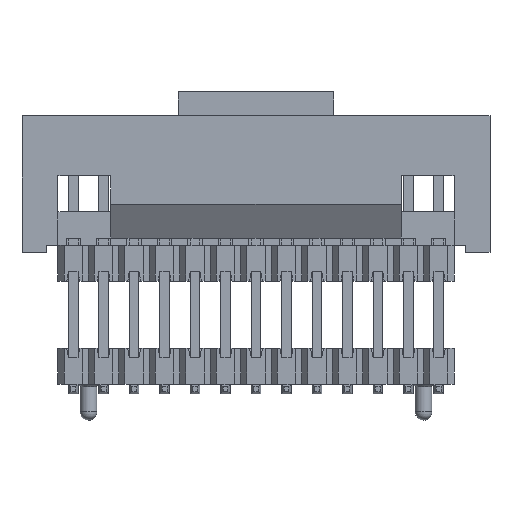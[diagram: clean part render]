
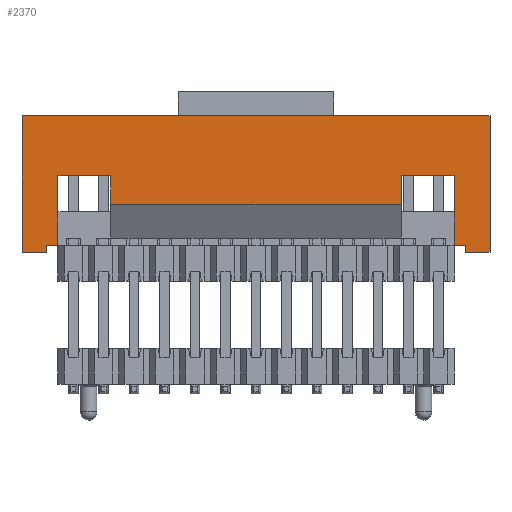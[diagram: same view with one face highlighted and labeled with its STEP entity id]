
A CAD part, front view. The second image highlights one B-rep face of the part: STEP entity #2370.
In plain terms, the highlighted planar face has unit normal (0, -1, 0).
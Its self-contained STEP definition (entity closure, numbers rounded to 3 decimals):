
#1100=CARTESIAN_POINT('',(-9.755,-2.825,-2.85));
#1101=VERTEX_POINT('',#1100);
#1108=CARTESIAN_POINT('',(-9.755,-2.825,2.85));
#1109=VERTEX_POINT('',#1108);
#1110=CARTESIAN_POINT('',(-9.755,-2.825,-2.85));
#1111=DIRECTION('',(0.,0.,1.));
#1112=VECTOR('',#1111,5.7);
#1113=LINE('',#1110,#1112);
#1114=EDGE_CURVE('',#1101,#1109,#1113,.T.);
#1177=CARTESIAN_POINT('',(9.755,-2.825,-2.85));
#1178=VERTEX_POINT('',#1177);
#1234=CARTESIAN_POINT('',(9.755,-2.825,2.85));
#1235=VERTEX_POINT('',#1234);
#1242=CARTESIAN_POINT('',(9.755,-2.825,2.85));
#1243=DIRECTION('',(0.,0.,-1.));
#1244=VECTOR('',#1243,5.7);
#1245=LINE('',#1242,#1244);
#1246=EDGE_CURVE('',#1235,#1178,#1245,.T.);
#1507=CARTESIAN_POINT('',(-9.755,-2.825,2.85));
#1508=DIRECTION('',(1.,0.,0.));
#1509=VECTOR('',#1508,19.51);
#1510=LINE('',#1507,#1509);
#1511=EDGE_CURVE('',#1109,#1235,#1510,.T.);
#1790=CARTESIAN_POINT('',(-8.75,-2.825,-2.85));
#1791=VERTEX_POINT('',#1790);
#1798=CARTESIAN_POINT('',(-8.75,-2.825,-2.85));
#1799=DIRECTION('',(-1.,0.,0.));
#1800=VECTOR('',#1799,1.005);
#1801=LINE('',#1798,#1800);
#1802=EDGE_CURVE('',#1791,#1101,#1801,.T.);
#1814=CARTESIAN_POINT('',(8.75,-2.825,-2.85));
#1815=VERTEX_POINT('',#1814);
#1816=CARTESIAN_POINT('',(9.755,-2.825,-2.85));
#1817=DIRECTION('',(-1.,0.,0.));
#1818=VECTOR('',#1817,1.005);
#1819=LINE('',#1816,#1818);
#1820=EDGE_CURVE('',#1178,#1815,#1819,.T.);
#1845=CARTESIAN_POINT('',(8.75,-2.825,-2.55));
#1846=VERTEX_POINT('',#1845);
#1847=CARTESIAN_POINT('',(8.75,-2.825,-2.85));
#1848=DIRECTION('',(0.,0.,1.));
#1849=VECTOR('',#1848,0.3);
#1850=LINE('',#1847,#1849);
#1851=EDGE_CURVE('',#1815,#1846,#1850,.T.);
#1884=CARTESIAN_POINT('',(-8.75,-2.825,-2.55));
#1885=VERTEX_POINT('',#1884);
#1892=CARTESIAN_POINT('',(-8.75,-2.825,-2.55));
#1893=DIRECTION('',(0.,0.,-1.));
#1894=VECTOR('',#1893,0.3);
#1895=LINE('',#1892,#1894);
#1896=EDGE_CURVE('',#1885,#1791,#1895,.T.);
#2052=CARTESIAN_POINT('',(8.255,-2.825,-2.55));
#2053=VERTEX_POINT('',#2052);
#2060=CARTESIAN_POINT('',(8.255,-2.825,0.35));
#2061=VERTEX_POINT('',#2060);
#2062=CARTESIAN_POINT('',(8.255,-2.825,-2.55));
#2063=DIRECTION('',(0.,0.,1.));
#2064=VECTOR('',#2063,2.9);
#2065=LINE('',#2062,#2064);
#2066=EDGE_CURVE('',#2053,#2061,#2065,.T.);
#2089=CARTESIAN_POINT('',(6.055,-2.825,0.35));
#2090=VERTEX_POINT('',#2089);
#2091=CARTESIAN_POINT('',(8.255,-2.825,0.35));
#2092=DIRECTION('',(-1.,0.,0.));
#2093=VECTOR('',#2092,2.2);
#2094=LINE('',#2091,#2093);
#2095=EDGE_CURVE('',#2061,#2090,#2094,.T.);
#2113=CARTESIAN_POINT('',(-8.255,-2.825,0.35));
#2114=VERTEX_POINT('',#2113);
#2122=CARTESIAN_POINT('',(-6.055,-2.825,0.35));
#2123=VERTEX_POINT('',#2122);
#2130=CARTESIAN_POINT('',(-6.055,-2.825,0.35));
#2131=DIRECTION('',(-1.,0.,0.));
#2132=VECTOR('',#2131,2.2);
#2133=LINE('',#2130,#2132);
#2134=EDGE_CURVE('',#2123,#2114,#2133,.T.);
#2144=CARTESIAN_POINT('',(-8.255,-2.825,-2.55));
#2145=VERTEX_POINT('',#2144);
#2162=CARTESIAN_POINT('',(-8.255,-2.825,0.35));
#2163=DIRECTION('',(0.,0.,-1.));
#2164=VECTOR('',#2163,2.9);
#2165=LINE('',#2162,#2164);
#2166=EDGE_CURVE('',#2114,#2145,#2165,.T.);
#2318=CARTESIAN_POINT('',(0.,-2.825,0.));
#2319=DIRECTION('',(1.,0.,0.));
#2320=DIRECTION('',(0.,-1.,0.));
#2321=AXIS2_PLACEMENT_3D('',#2318,#2320,#2319);
#2322=PLANE('',#2321);
#2323=ORIENTED_EDGE('',*,*,#1802,.F.);
#2324=ORIENTED_EDGE('',*,*,#1896,.F.);
#2325=CARTESIAN_POINT('',(-8.75,-2.825,-2.55));
#2326=DIRECTION('',(1.,0.,0.));
#2327=VECTOR('',#2326,0.495);
#2328=LINE('',#2325,#2327);
#2329=EDGE_CURVE('',#1885,#2145,#2328,.T.);
#2330=ORIENTED_EDGE('',*,*,#2329,.T.);
#2331=ORIENTED_EDGE('',*,*,#2166,.F.);
#2332=ORIENTED_EDGE('',*,*,#2134,.F.);
#2333=CARTESIAN_POINT('',(-6.055,-2.825,-0.85));
#2334=VERTEX_POINT('',#2333);
#2335=CARTESIAN_POINT('',(-6.055,-2.825,0.35));
#2336=DIRECTION('',(0.,0.,-1.));
#2337=VECTOR('',#2336,1.2);
#2338=LINE('',#2335,#2337);
#2339=EDGE_CURVE('',#2123,#2334,#2338,.T.);
#2340=ORIENTED_EDGE('',*,*,#2339,.T.);
#2341=CARTESIAN_POINT('',(6.055,-2.825,-0.85));
#2342=VERTEX_POINT('',#2341);
#2343=CARTESIAN_POINT('',(-6.055,-2.825,-0.85));
#2344=DIRECTION('',(1.,0.,0.));
#2345=VECTOR('',#2344,12.11);
#2346=LINE('',#2343,#2345);
#2347=EDGE_CURVE('',#2334,#2342,#2346,.T.);
#2348=ORIENTED_EDGE('',*,*,#2347,.T.);
#2349=CARTESIAN_POINT('',(6.055,-2.825,-0.85));
#2350=DIRECTION('',(0.,0.,1.));
#2351=VECTOR('',#2350,1.2);
#2352=LINE('',#2349,#2351);
#2353=EDGE_CURVE('',#2342,#2090,#2352,.T.);
#2354=ORIENTED_EDGE('',*,*,#2353,.T.);
#2355=ORIENTED_EDGE('',*,*,#2095,.F.);
#2356=ORIENTED_EDGE('',*,*,#2066,.F.);
#2357=CARTESIAN_POINT('',(8.255,-2.825,-2.55));
#2358=DIRECTION('',(1.,0.,0.));
#2359=VECTOR('',#2358,0.495);
#2360=LINE('',#2357,#2359);
#2361=EDGE_CURVE('',#2053,#1846,#2360,.T.);
#2362=ORIENTED_EDGE('',*,*,#2361,.T.);
#2363=ORIENTED_EDGE('',*,*,#1851,.F.);
#2364=ORIENTED_EDGE('',*,*,#1820,.F.);
#2365=ORIENTED_EDGE('',*,*,#1246,.F.);
#2366=ORIENTED_EDGE('',*,*,#1511,.F.);
#2367=ORIENTED_EDGE('',*,*,#1114,.F.);
#2368=EDGE_LOOP('',(#2323,#2324,#2330,#2331,#2332,#2340,#2348,#2354,#2355,#2356,#2362,#2363,#2364,#2365,#2366,#2367));
#2369=FACE_OUTER_BOUND('',#2368,.T.);
#2370=ADVANCED_FACE('',(#2369),#2322,.T.);
